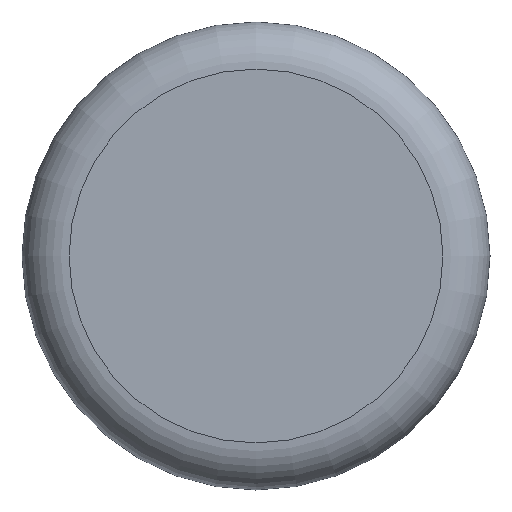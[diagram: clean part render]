
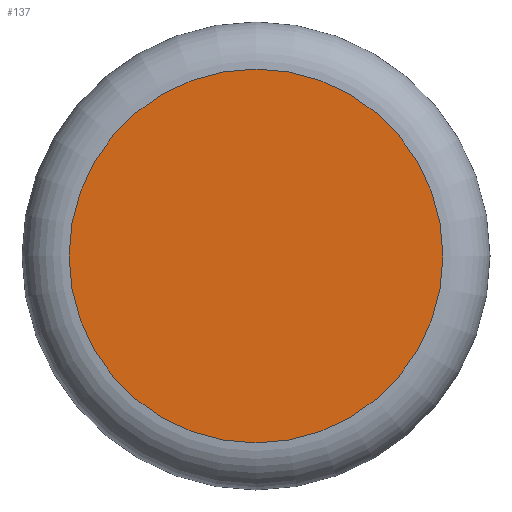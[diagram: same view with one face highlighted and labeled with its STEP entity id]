
A CAD part, front view. The second image highlights one B-rep face of the part: STEP entity #137.
In plain terms, the highlighted planar face has unit normal (0, -1, 0).
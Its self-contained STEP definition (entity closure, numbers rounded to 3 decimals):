
#21=PLANE('',#167);
#34=FACE_OUTER_BOUND('',#43,.T.);
#43=EDGE_LOOP('',(#107));
#51=CIRCLE('',#160,79.456);
#66=VERTEX_POINT('',#244);
#78=EDGE_CURVE('',#66,#66,#51,.T.);
#107=ORIENTED_EDGE('',*,*,#78,.F.);
#137=ADVANCED_FACE('',(#34),#21,.F.);
#160=AXIS2_PLACEMENT_3D('',#245,#190,#191);
#167=AXIS2_PLACEMENT_3D('',#257,#205,#206);
#190=DIRECTION('center_axis',(0.,1.,0.));
#191=DIRECTION('ref_axis',(-1.,0.,0.));
#205=DIRECTION('center_axis',(0.,1.,0.));
#206=DIRECTION('ref_axis',(-1.,0.,0.));
#244=CARTESIAN_POINT('',(0.,3.,79.456));
#245=CARTESIAN_POINT('Origin',(0.,3.,0.));
#257=CARTESIAN_POINT('Origin',(0.,3.,0.));
